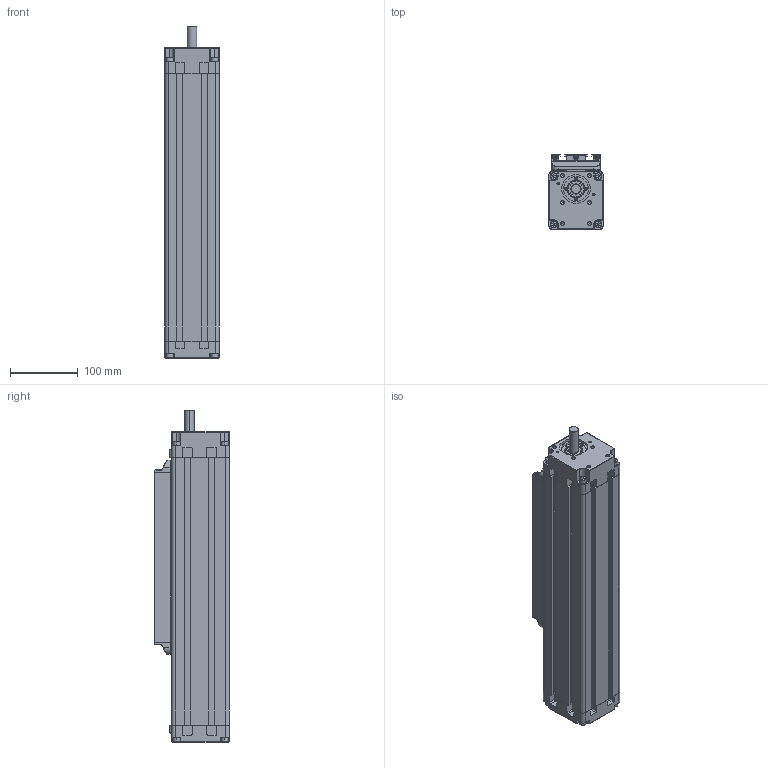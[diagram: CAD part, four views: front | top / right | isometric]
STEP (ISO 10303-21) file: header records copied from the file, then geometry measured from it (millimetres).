
FILE_DESCRIPTION (( 'STEP AP214' ), '1' );
FILE_NAME ('MTV80-0100-20XX-RA.STEP', '2023-03-21T16:13:41', ( '' ), ( '' ), 'SwSTEP 2.0', 'SolidWorks 2021', '' );
FILE_SCHEMA (( 'AUTOMOTIVE_DESIGN' ));
Length unit declared in the file: millimetre
Products named in the file (22): A2PR004; E2S002; MTV80-0100-20XX-RA; SGA15_Circlip DIN 471 - 15 x 1; A1T001-0250; E2P003L; E2P002L; TAP-M5; VTSTM0,30-010_ISO 14581 M3x10x10-C-Z; A2P008V; A2N001; A2P006V; A2F001; E2A001L-0294; GFEM38X015; CSR-03202-2RS; A2M001-0294; A2L001-0324; VSFR20XX-0379-E2-D3; GFPM15X1,0; VTCEZ0,60-040_ISO 4762 M6 x 40 - 40C-Z; VTSTA0,30-008
Assembly tree (48 placements, depth 3):
  MTV80-0100-20XX-RA
    E2A001L-0294
    E2S002
    E2P002L
    E2P003L
    A2P008V  x2
    A1T001-0250  x2
    A2PR004  x2
      A2P006V
      A2F001
    VTCEZ0,60-040_ISO 4762 M6 x 40 - 40C-Z  x8
    VTSTA0,30-008  x4
    VTSTM0,30-010_ISO 14581 M3x10x10-C-Z  x6
    CSR-03202-2RS
    GFEM38X015
    GFPM15X1,0
    A2N001  x2
    TAP-M5  x8
    A2M001-0294  x2
    VSFR20XX-0379-E2-D3
    A2L001-0324
    SGA15_Circlip DIN 471 - 15 x 1
Bounding box: 80 x 110 x 489 mm (x, y, z)
Volume: 1914397.6 mm3; surface area: 719797 mm2
Topology: 50 solids, 53 shells, 2415 faces, 6171 edges, 3762 vertices
Faces by surface type: cylinder 1035, plane 831, cone 292, torus 153, sphere 88, bspline 16
Entity records: 57714 total; most frequent: CARTESIAN_POINT 11480, DIRECTION 9780, ORIENTED_EDGE 9024, EDGE_CURVE 4512, AXIS2_PLACEMENT_3D 3659, VERTEX_POINT 2807, VECTOR 2462, LINE 2462
